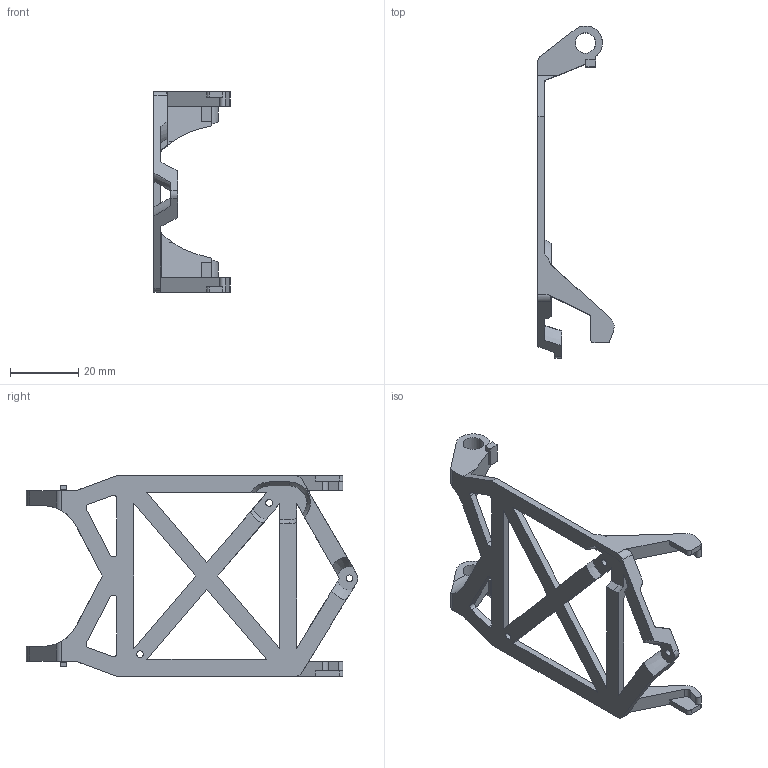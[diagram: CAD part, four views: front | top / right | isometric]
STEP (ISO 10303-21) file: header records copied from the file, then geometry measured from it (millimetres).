
FILE_DESCRIPTION(('FreeCAD Model'),'2;1');
FILE_NAME('Open CASCADE Shape Model','2025-12-01T23:30:29',(''),(''), 'Open CASCADE STEP processor 7.8','FreeCAD','Unknown');
FILE_SCHEMA(('AUTOMOTIVE_DESIGN { 1 0 10303 214 1 1 1 1 }'));
Length unit declared in the file: millimetre
Products named in the file (1): Cover
Bounding box: 22.45 x 97.59 x 59 mm (x, y, z)
Volume: 7738.2 mm3; surface area: 8909.1 mm2
Topology: 1 solids, 1 shells, 120 faces, 382 edges, 256 vertices
Faces by surface type: plane 77, cylinder 30, cone 13
Full cylindrical faces by diameter (mm): 2 x3, 6 x2
Entity records: 4526 total; most frequent: CARTESIAN_POINT 993, ORIENTED_EDGE 764, DIRECTION 723, EDGE_CURVE 382, VERTEX_POINT 256, LINE 253, VECTOR 253, AXIS2_PLACEMENT_3D 235
